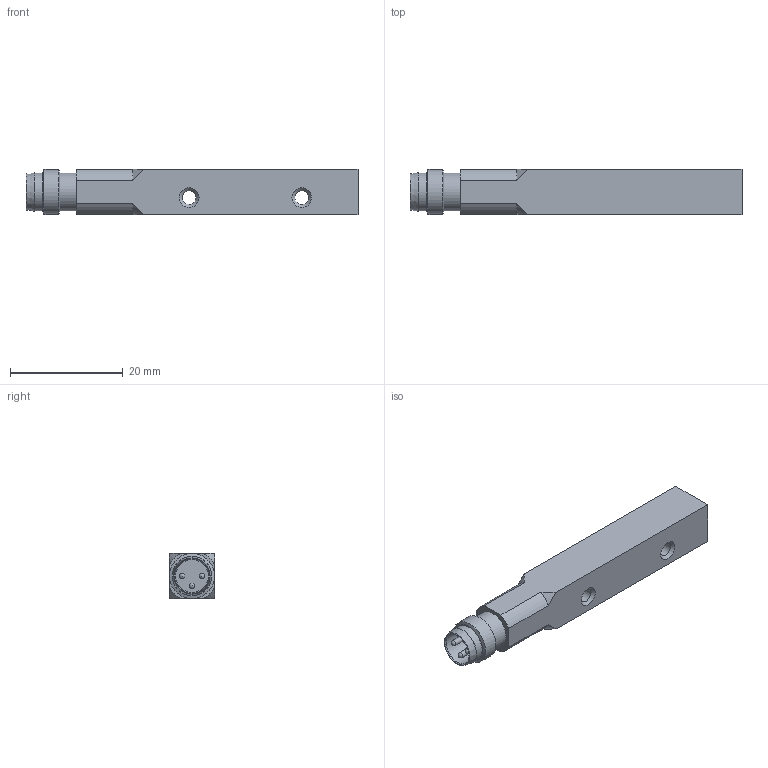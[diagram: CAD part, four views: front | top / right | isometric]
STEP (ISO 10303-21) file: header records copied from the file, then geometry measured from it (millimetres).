
FILE_DESCRIPTION(('FreeCAD Model'),'2;1');
FILE_NAME('DCCQ_08_M_xx_xxK-TSL.step','2017-01-20T17:49:17',('FreeCAD'), ('FreeCAD'),'Open CASCADE STEP processor 6.7','FreeCAD','Unknown');
FILE_SCHEMA(('AUTOMOTIVE_DESIGN_CC2 { 1 2 10303 214 -1 1 5 4 }'));
Length unit declared in the file: millimetre
Products named in the file (1): DCCQ_08_M_xx_xxK-TSL
Bounding box: 59 x 8 x 8 mm (x, y, z)
Volume: 2425 mm3; surface area: 3156.5 mm2
Topology: 1 solids, 5 shells, 82 faces, 181 edges, 118 vertices
Faces by surface type: cylinder 29, plane 29, cone 20, sphere 3, torus 1
Full cylindrical faces by diameter (mm): 1 x6, 2.459 x2, 4.8 x1, 5.73 x1, 5.8 x1, 5.85 x1, 5.9 x1, 6.2 x2, 6.5 x1, 6.7 x2, 8 x1
Entity records: 6154 total; most frequent: CARTESIAN_POINT 2271, DIRECTION 531, ORIENTED_EDGE 356, PCURVE 356, DEFINITIONAL_REPRESENTATION 356, B_SPLINE_CURVE_WITH_KNOTS 208, EDGE_CURVE 178, AXIS2_PLACEMENT_3D 171
